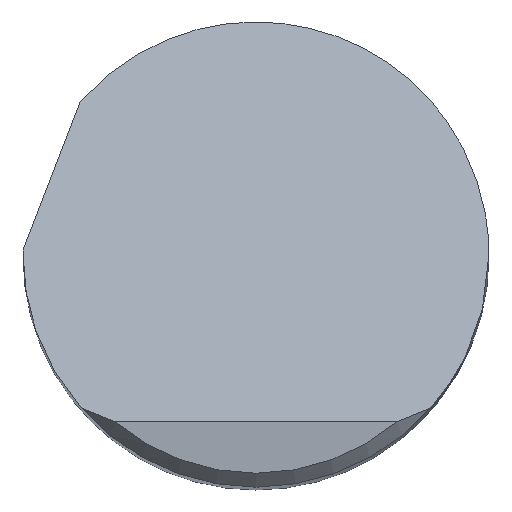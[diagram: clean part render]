
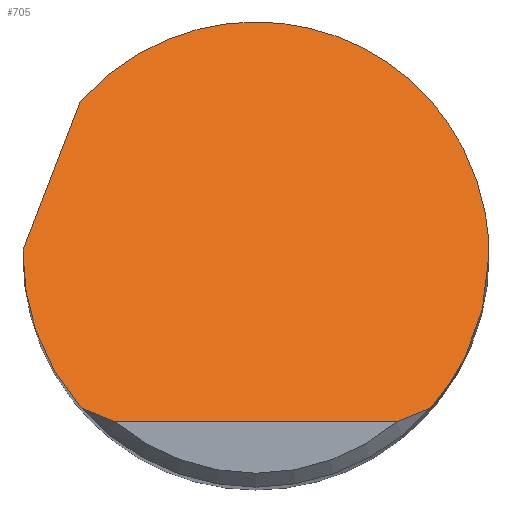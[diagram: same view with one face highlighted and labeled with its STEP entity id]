
A CAD part, top view. The second image highlights one B-rep face of the part: STEP entity #705.
In plain terms, the highlighted planar face has unit normal (0, 0.707, 0.707).
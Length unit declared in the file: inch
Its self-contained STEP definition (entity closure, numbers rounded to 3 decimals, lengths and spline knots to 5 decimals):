
#14 = CARTESIAN_POINT ( 'NONE',  ( 0.25, 0., 2.32 ) ) ;
#23 = CARTESIAN_POINT ( 'NONE',  ( -0.18782, -0.165, 2.485 ) ) ;
#28 =( BOUNDED_CURVE ( )  B_SPLINE_CURVE ( 3, ( #634, #156, #703, #349 ),
 .UNSPECIFIED., .F., .F. ) 
 B_SPLINE_CURVE_WITH_KNOTS ( ( 4, 4 ),
 ( 1.5708, 2.29162 ),
 .UNSPECIFIED. ) 
 CURVE ( )  GEOMETRIC_REPRESENTATION_ITEM ( )  RATIONAL_B_SPLINE_CURVE ( ( 1., 0.957, 0.957, 1. ) ) 
 REPRESENTATION_ITEM ( '' )  );
#31 = ORIENTED_EDGE ( 'NONE', *, *, #368, .T. ) ;
#33 = CARTESIAN_POINT ( 'NONE',  ( -0.24998, 0.00333, 2.31667 ) ) ;
#41 = VERTEX_POINT ( 'NONE', #52 ) ;
#52 = CARTESIAN_POINT ( 'NONE',  ( -0.15108, -0.18, 2.5 ) ) ;
#62 = AXIS2_PLACEMENT_3D ( 'NONE', #143, #420, #348 ) ;
#86 = EDGE_CURVE ( 'NONE', #860, #210, #194, .T. ) ;
#103 = CARTESIAN_POINT ( 'NONE',  ( -0.0078, 0.37177, 1.94823 ) ) ;
#109 = CARTESIAN_POINT ( 'NONE',  ( 0.25, 0.27527, 2.04473 ) ) ;
#143 = CARTESIAN_POINT ( 'NONE',  ( -0.25, -0.18, 2.5 ) ) ;
#156 = CARTESIAN_POINT ( 'NONE',  ( 0.25, -0.06141, 2.38141 ) ) ;
#161 = CARTESIAN_POINT ( 'NONE',  ( -0.15108, -0.18, 2.5 ) ) ;
#173 = CARTESIAN_POINT ( 'NONE',  ( -0.18855, 0.16416, 2.15584 ) ) ;
#183 = LINE ( 'NONE', #787, #575 ) ;
#194 =( BOUNDED_CURVE ( )  B_SPLINE_CURVE ( 3, ( #748, #542, #752, #470 ),
 .UNSPECIFIED., .F., .F. ) 
 B_SPLINE_CURVE_WITH_KNOTS ( ( 4, 4 ),
 ( 3.99157, 4.71239 ),
 .UNSPECIFIED. ) 
 CURVE ( )  GEOMETRIC_REPRESENTATION_ITEM ( )  RATIONAL_B_SPLINE_CURVE ( ( 1., 0.957, 0.957, 1. ) ) 
 REPRESENTATION_ITEM ( '' )  );
#197 = EDGE_CURVE ( 'NONE', #860, #41, #552, .T. ) ;
#210 = VERTEX_POINT ( 'NONE', #504 ) ;
#212 = EDGE_CURVE ( 'NONE', #706, #587, #28, .T. ) ;
#213 = CARTESIAN_POINT ( 'NONE',  ( 0.18782, -0.165, 2.485 ) ) ;
#227 = CARTESIAN_POINT ( 'NONE',  ( -0.17589, -0.1704, 2.4904 ) ) ;
#232 = CARTESIAN_POINT ( 'NONE',  ( 0.16367, -0.17542, 2.49542 ) ) ;
#235 = ORIENTED_EDGE ( 'NONE', *, *, #409, .T. ) ;
#240 = ORIENTED_EDGE ( 'NONE', *, *, #338, .F. ) ;
#259 = CARTESIAN_POINT ( 'NONE',  ( -0.24995, 0.005, 2.315 ) ) ;
#274 = CARTESIAN_POINT ( 'NONE',  ( -0.31638, -0.1672, 2.4872 ) ) ;
#278 = CARTESIAN_POINT ( 'NONE',  ( -0.18855, 0.16416, 2.15584 ) ) ;
#282 = ORIENTED_EDGE ( 'NONE', *, *, #212, .F. ) ;
#287 = LINE ( 'NONE', #274, #837 ) ;
#289 =( BOUNDED_CURVE ( )  B_SPLINE_CURVE ( 3, ( #173, #103, #109, #669 ),
 .UNSPECIFIED., .F., .F. ) 
 B_SPLINE_CURVE_WITH_KNOTS ( ( 4, 4 ),
 ( 5.42872, 7.85398 ),
 .UNSPECIFIED. ) 
 CURVE ( )  GEOMETRIC_REPRESENTATION_ITEM ( )  RATIONAL_B_SPLINE_CURVE ( ( 1., 0.567, 0.567, 1. ) ) 
 REPRESENTATION_ITEM ( '' )  );
#297 = CARTESIAN_POINT ( 'NONE',  ( -0.24995, 0.005, 2.315 ) ) ;
#299 = ORIENTED_EDGE ( 'NONE', *, *, #689, .F. ) ;
#310 = CARTESIAN_POINT ( 'NONE',  ( 0.15108, -0.18, 2.5 ) ) ;
#327 =( BOUNDED_CURVE ( )  B_SPLINE_CURVE ( 3, ( #648, #509, #33, #297 ),
 .UNSPECIFIED., .F., .F. ) 
 B_SPLINE_CURVE_WITH_KNOTS ( ( 4, 4 ),
 ( 4.71239, 4.73239 ),
 .UNSPECIFIED. ) 
 CURVE ( )  GEOMETRIC_REPRESENTATION_ITEM ( )  RATIONAL_B_SPLINE_CURVE ( ( 1., 1., 1., 1. ) ) 
 REPRESENTATION_ITEM ( '' )  );
#338 = EDGE_CURVE ( 'NONE', #710, #706, #289, .T. ) ;
#348 = DIRECTION ( 'NONE',  ( 0., 0.707, -0.707 ) ) ;
#349 = CARTESIAN_POINT ( 'NONE',  ( 0.18782, -0.165, 2.485 ) ) ;
#359 = VERTEX_POINT ( 'NONE', #603 ) ;
#368 = EDGE_CURVE ( 'NONE', #359, #587, #799, .T. ) ;
#409 = EDGE_CURVE ( 'NONE', #41, #359, #183, .T. ) ;
#420 = DIRECTION ( 'NONE',  ( 0., -0.707, -0.707 ) ) ;
#440 = ORIENTED_EDGE ( 'NONE', *, *, #86, .F. ) ;
#444 = ORIENTED_EDGE ( 'NONE', *, *, #794, .F. ) ;
#446 = DIRECTION ( 'NONE',  ( 1., 0., 0. ) ) ;
#470 = CARTESIAN_POINT ( 'NONE',  ( -0.25, 0., 2.32 ) ) ;
#493 = PLANE ( 'NONE',  #62 ) ;
#499 = VERTEX_POINT ( 'NONE', #259 ) ;
#504 = CARTESIAN_POINT ( 'NONE',  ( -0.25, 0., 2.32 ) ) ;
#508 = ORIENTED_EDGE ( 'NONE', *, *, #197, .T. ) ;
#509 = CARTESIAN_POINT ( 'NONE',  ( -0.25, 0.00167, 2.31833 ) ) ;
#517 = CARTESIAN_POINT ( 'NONE',  ( 0.18782, -0.165, 2.485 ) ) ;
#542 = CARTESIAN_POINT ( 'NONE',  ( -0.22834, -0.11887, 2.43887 ) ) ;
#552 = B_SPLINE_CURVE_WITH_KNOTS ( 'NONE', 3,
 ( #23, #227, #776, #161 ),
 .UNSPECIFIED., .F., .F.,
 ( 4, 4 ),
 ( 0., 0.00108 ),
 .UNSPECIFIED. ) ;
#575 = VECTOR ( 'NONE', #446, 39.37008 ) ;
#586 = CARTESIAN_POINT ( 'NONE',  ( 0.17589, -0.1704, 2.4904 ) ) ;
#587 = VERTEX_POINT ( 'NONE', #213 ) ;
#603 = CARTESIAN_POINT ( 'NONE',  ( 0.15108, -0.18, 2.5 ) ) ;
#630 = DIRECTION ( 'NONE',  ( 0.263, 0.682, -0.682 ) ) ;
#634 = CARTESIAN_POINT ( 'NONE',  ( 0.25, 0., 2.32 ) ) ;
#648 = CARTESIAN_POINT ( 'NONE',  ( -0.25, 0., 2.32 ) ) ;
#669 = CARTESIAN_POINT ( 'NONE',  ( 0.25, 0., 2.32 ) ) ;
#689 = EDGE_CURVE ( 'NONE', #499, #710, #287, .T. ) ;
#703 = CARTESIAN_POINT ( 'NONE',  ( 0.22834, -0.11887, 2.43887 ) ) ;
#705 = ADVANCED_FACE ( 'NONE', ( #830 ), #493, .F. ) ;
#706 = VERTEX_POINT ( 'NONE', #14 ) ;
#710 = VERTEX_POINT ( 'NONE', #278 ) ;
#742 = CARTESIAN_POINT ( 'NONE',  ( -0.18782, -0.165, 2.485 ) ) ;
#748 = CARTESIAN_POINT ( 'NONE',  ( -0.18782, -0.165, 2.485 ) ) ;
#752 = CARTESIAN_POINT ( 'NONE',  ( -0.25, -0.06141, 2.38141 ) ) ;
#776 = CARTESIAN_POINT ( 'NONE',  ( -0.16367, -0.17542, 2.49542 ) ) ;
#787 = CARTESIAN_POINT ( 'NONE',  ( 0., -0.18, 2.5 ) ) ;
#794 = EDGE_CURVE ( 'NONE', #210, #499, #327, .T. ) ;
#799 = B_SPLINE_CURVE_WITH_KNOTS ( 'NONE', 3,
 ( #310, #232, #586, #517 ),
 .UNSPECIFIED., .F., .F.,
 ( 4, 4 ),
 ( 0., 0.00108 ),
 .UNSPECIFIED. ) ;
#830 = FACE_OUTER_BOUND ( 'NONE', #885, .T. ) ;
#837 = VECTOR ( 'NONE', #630, 39.37008 ) ;
#860 = VERTEX_POINT ( 'NONE', #742 ) ;
#885 = EDGE_LOOP ( 'NONE', ( #235, #31, #282, #240, #299, #444, #440, #508 ) ) ;
